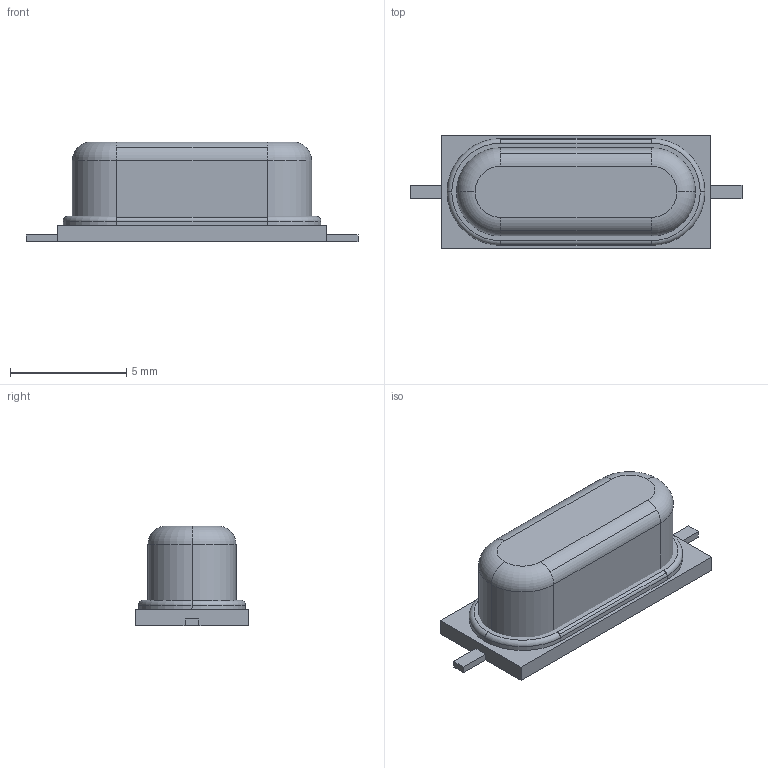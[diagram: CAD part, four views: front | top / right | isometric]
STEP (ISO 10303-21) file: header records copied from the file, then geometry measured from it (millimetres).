
FILE_DESCRIPTION((''),'2;1');
FILE_NAME('XTAL_1160X490X430.stp','2009-10-21T13:41:16',(''),(''),'Mechanical Desktop 2006','Mechanical Desktop 2006',', , ');
FILE_SCHEMA(('AUTOMOTIVE_DESIGN { 1 2 10303 214 0 1 1 1 }'));
Length unit declared in the file: millimetre
Products named in the file (1): Product
Bounding box: 14.3 x 4.9 x 4.3 mm (x, y, z)
Volume: 185.1 mm3; surface area: 414.3 mm2
Topology: 5 solids, 5 shells, 58 faces, 138 edges, 96 vertices
Faces by surface type: plane 34, cylinder 16, torus 8
Entity records: 1726 total; most frequent: DIRECTION 300, CARTESIAN_POINT 287, ORIENTED_EDGE 264, EDGE_CURVE 132, AXIS2_PLACEMENT_3D 103, VECTOR 94, LINE 94, VERTEX_POINT 84
